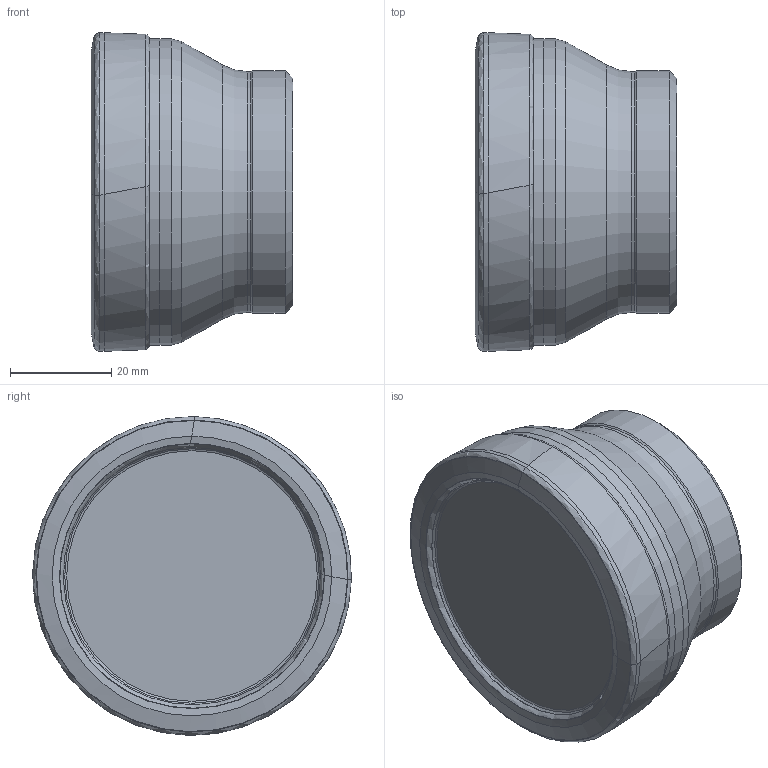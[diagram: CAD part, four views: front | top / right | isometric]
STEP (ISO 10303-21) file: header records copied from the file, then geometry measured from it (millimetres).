
FILE_DESCRIPTION(/* description */ (''),/* implementation_level */ '2;1');
FILE_NAME(/* name */ 'AHFM-LO03-D063-A22-Z09-H.stp',/* time_stamp */ '2023-10-12T17:15:22+03:00',/* author */ (''),/* organization */ (''),/* preprocessor_version */ 'ST-DEVELOPER v19.4',/* originating_system */ 'SIEMENS PLM Software NX2306.5001',/* authorisation */ '');
FILE_SCHEMA (('AUTOMOTIVE_DESIGN { 1 0 10303 214 3 1 1 1 }'));
Length unit declared in the file: millimetre
Products named in the file (1): AHFM-LO03-D063-A22-Z09-H-LIGHT_x_t_objects
Bounding box: 39.88 x 63.04 x 63.04 mm (x, y, z)
Volume: 103706.7 mm3; surface area: 17450.2 mm2
Topology: 2 solids, 2 shells, 54 faces, 105 edges, 53 vertices
Faces by surface type: bspline 36, torus 8, cone 3, cylinder 3, revolution 2, plane 2
Full cylindrical faces by diameter (mm): 47.6 x1, 48 x1, 60.5 x1
Entity records: 2708 total; most frequent: CARTESIAN_POINT 1785, ORIENTED_EDGE 178, DIRECTION 162, EDGE_CURVE 89, AXIS2_PLACEMENT_3D 74, EDGE_LOOP 70, CIRCLE 57, ADVANCED_FACE 54
